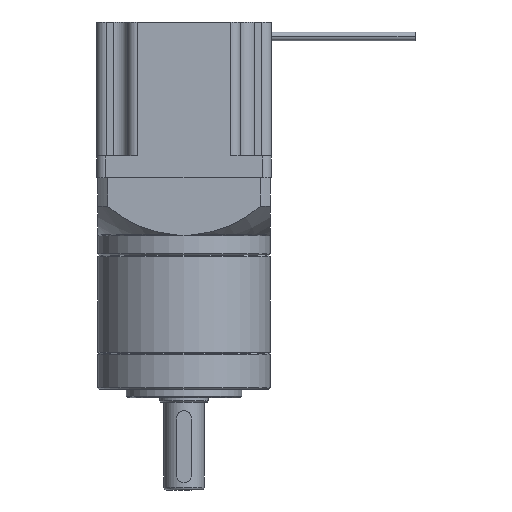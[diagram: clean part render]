
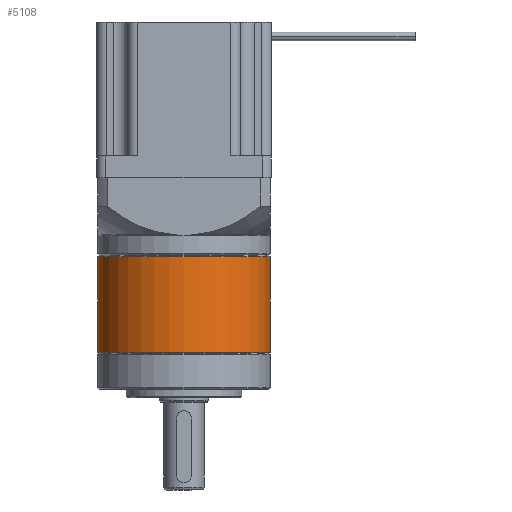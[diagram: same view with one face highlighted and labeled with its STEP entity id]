
A CAD part, front view. The second image highlights one B-rep face of the part: STEP entity #5108.
In plain terms, the highlighted cylindrical face has radius 30 mm (diameter 60 mm), a partial arc.
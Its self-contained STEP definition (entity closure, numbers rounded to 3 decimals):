
#207 = CARTESIAN_POINT ( 'NONE',  ( 30., 0., -60.7 ) ) ;
#208 = DIRECTION ( 'NONE',  ( 0., 0., 1. ) ) ;
#209 = CARTESIAN_POINT ( 'NONE',  ( 0., 0., -60.7 ) ) ;
#210 = DIRECTION ( 'NONE',  ( 0., 0., 1. ) ) ;
#211 = DIRECTION ( 'NONE',  ( -1., 0., 0. ) ) ;
#212 = CARTESIAN_POINT ( 'NONE',  ( -30., 0., -60.7 ) ) ;
#213 = DIRECTION ( 'NONE',  ( 0., 0., 1. ) ) ;
#267 = CARTESIAN_POINT ( 'NONE',  ( 0., 0., -27.5 ) ) ;
#268 = DIRECTION ( 'NONE',  ( 0., 0., 1. ) ) ;
#269 = DIRECTION ( 'NONE',  ( -1., 0., 0. ) ) ;
#757 = CARTESIAN_POINT ( 'NONE',  ( -30., 0., -27.5 ) ) ;
#758 = CARTESIAN_POINT ( 'NONE',  ( 30., 0., -27.5 ) ) ;
#779 = CARTESIAN_POINT ( 'NONE',  ( -30., 0., -60.7 ) ) ;
#780 = CARTESIAN_POINT ( 'NONE',  ( 30., 0., -60.7 ) ) ;
#1126 = CIRCLE ( 'NONE', #1128, 30. ) ;
#1127 = VECTOR ( 'NONE', #208, 1000. ) ;
#1128 = AXIS2_PLACEMENT_3D ( 'NONE', #209, #210, #211 ) ;
#1129 = VECTOR ( 'NONE', #213, 1000. ) ;
#1161 = CIRCLE ( 'NONE', #1163, 30. ) ;
#1163 = AXIS2_PLACEMENT_3D ( 'NONE', #267, #268, #269 ) ;
#2278 = FACE_OUTER_BOUND ( 'NONE', #4609, .T. ) ;
#2279 = CYLINDRICAL_SURFACE ( 'NONE', #4516, 30. ) ;
#2535 = CARTESIAN_POINT ( 'NONE',  ( 0., 0., -60.7 ) ) ;
#2536 = DIRECTION ( 'NONE',  ( 0., 0., 1. ) ) ;
#2537 = DIRECTION ( 'NONE',  ( -1., 0., 0. ) ) ;
#2940 = ORIENTED_EDGE ( 'NONE', *, *, #5462, .T. ) ;
#2941 = ORIENTED_EDGE ( 'NONE', *, *, #5485, .F. ) ;
#2942 = ORIENTED_EDGE ( 'NONE', *, *, #5461, .T. ) ;
#2943 = ORIENTED_EDGE ( 'NONE', *, *, #5463, .F. ) ;
#3569 = LINE ( 'NONE', #207, #1127 ) ;
#3570 = LINE ( 'NONE', #212, #1129 ) ;
#4441 = VERTEX_POINT ( 'NONE', #757 ) ;
#4442 = VERTEX_POINT ( 'NONE', #758 ) ;
#4463 = VERTEX_POINT ( 'NONE', #779 ) ;
#4464 = VERTEX_POINT ( 'NONE', #780 ) ;
#4516 = AXIS2_PLACEMENT_3D ( 'NONE', #2535, #2536, #2537 ) ;
#4609 = EDGE_LOOP ( 'NONE', ( #2940, #2942, #2941, #2943 ) ) ;
#5108 = ADVANCED_FACE ( 'NONE', ( #2278 ), #2279, .T. ) ;
#5461 = EDGE_CURVE ( 'NONE', #4464, #4442, #3569, .T. ) ;
#5462 = EDGE_CURVE ( 'NONE', #4463, #4464, #1126, .T. ) ;
#5463 = EDGE_CURVE ( 'NONE', #4463, #4441, #3570, .T. ) ;
#5485 = EDGE_CURVE ( 'NONE', #4441, #4442, #1161, .T. ) ;
